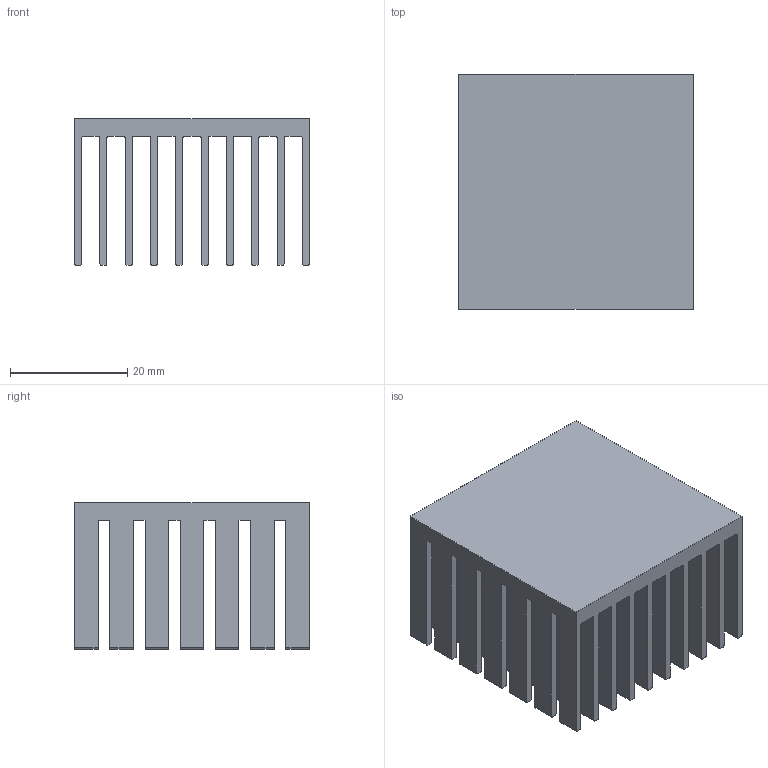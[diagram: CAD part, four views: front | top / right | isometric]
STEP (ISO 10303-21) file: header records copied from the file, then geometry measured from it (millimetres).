
FILE_DESCRIPTION(/* description */ ('Unknown'),/* implementation_level */ '2;1');
FILE_NAME(/* name */ '40906110254040',/* time_stamp */ '2025-06-17T13:30:06+08:00',/* author */ ('Unknown'),/* organization */ ('Unknown'),/* preprocessor_version */ 'ST-DEVELOPER v19.4',/* originating_system */ 'Solid Edge',/* authorisation */ 'Unknown');
FILE_SCHEMA (('AUTOMOTIVE_DESIGN {1 0 10303 214 3 1 1}'));
Length unit declared in the file: millimetre
Products named in the file (2): 40906110254040
Assembly tree (1 placements, depth 2):
  40906110254040
    40906110254040
Bounding box: 40 x 40 x 25 mm (x, y, z)
Volume: 12190.9 mm3; surface area: 19558.5 mm2
Topology: 1 solids, 1 shells, 588 faces, 1638 edges, 1092 vertices
Faces by surface type: plane 322, cylinder 266
Entity records: 19023 total; most frequent: DIRECTION 3350, CARTESIAN_POINT 3320, ORIENTED_EDGE 3276, EDGE_CURVE 1638, AXIS2_PLACEMENT_3D 1122, LINE 1106, VECTOR 1106, VERTEX_POINT 1092
